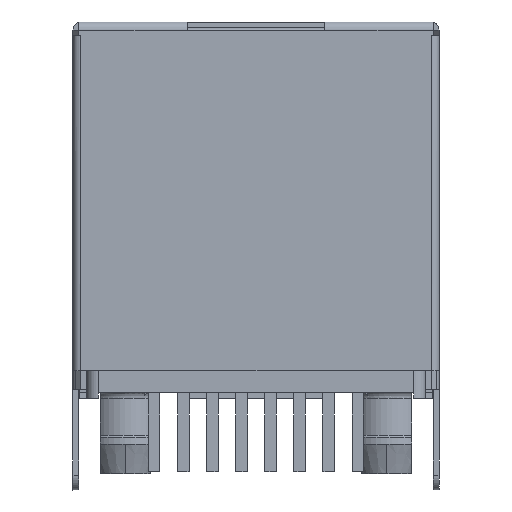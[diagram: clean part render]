
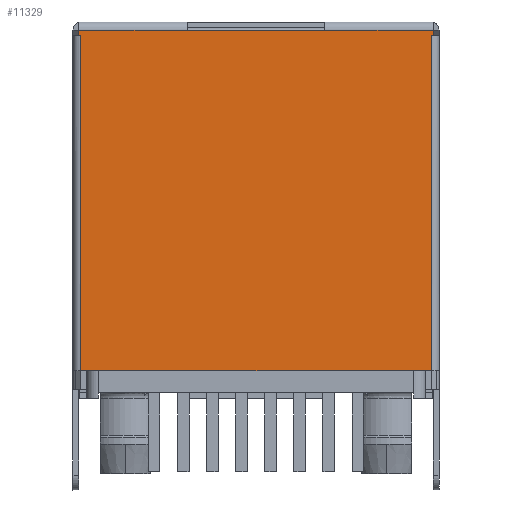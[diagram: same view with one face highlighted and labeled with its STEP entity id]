
A CAD part, front view. The second image highlights one B-rep face of the part: STEP entity #11329.
In plain terms, the highlighted planar face has unit normal (0, -1, 0).
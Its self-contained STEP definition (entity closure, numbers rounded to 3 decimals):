
#1941=DIRECTION('',(-1.,0.,0.));
#1942=VECTOR('',#1941,4.75);
#1943=CARTESIAN_POINT('',(1.429,-8.607,
-0.1));
#1944=LINE('',#1943,#1942);
#1950=DIRECTION('',(-1.,0.,0.));
#1951=VECTOR('',#1950,4.75);
#1952=CARTESIAN_POINT('',(-9.321,-8.607,
-0.1));
#1953=LINE('',#1952,#1951);
#2739=DIRECTION('',(0.,0.,1.));
#2740=VECTOR('',#2739,0.25);
#2741=CARTESIAN_POINT('',(1.429,-8.607,
-0.35));
#2742=LINE('',#2741,#2740);
#2755=DIRECTION('',(1.,0.,0.));
#2756=VECTOR('',#2755,6.);
#2757=CARTESIAN_POINT('',(-9.321,-8.607,
-0.1));
#2758=LINE('',#2757,#2756);
#2759=DIRECTION('',(-1.,0.,0.));
#2760=VECTOR('',#2759,0.1);
#2761=CARTESIAN_POINT('',(1.429,-8.607,
-0.35));
#2762=LINE('',#2761,#2760);
#2763=DIRECTION('',(-1.,0.,0.));
#2764=VECTOR('',#2763,15.3);
#2765=CARTESIAN_POINT('',(1.329,-8.607,-15.));
#2766=LINE('',#2765,#2764);
#2767=DIRECTION('',(-1.,0.,0.));
#2768=VECTOR('',#2767,0.1);
#2769=CARTESIAN_POINT('',(-13.971,-8.607,
-0.35));
#2770=LINE('',#2769,#2768);
#2771=DIRECTION('',(0.,0.,1.));
#2772=VECTOR('',#2771,0.25);
#2773=CARTESIAN_POINT('',(-14.071,-8.607,
-0.35));
#2774=LINE('',#2773,#2772);
#2834=DIRECTION('',(0.,0.,-1.));
#2835=VECTOR('',#2834,14.65);
#2836=CARTESIAN_POINT('',(-13.971,-8.607,
-0.35));
#2837=LINE('',#2836,#2835);
#3926=DIRECTION('',(0.,0.,1.));
#3927=VECTOR('',#3926,14.65);
#3928=CARTESIAN_POINT('',(1.329,-8.607,-15.));
#3929=LINE('',#3928,#3927);
#6704=CARTESIAN_POINT('',(1.429,-8.607,
-0.1));
#6706=VERTEX_POINT('',#6704);
#6707=CARTESIAN_POINT('',(1.429,-8.607,
-0.35));
#6708=VERTEX_POINT('',#6707);
#6713=CARTESIAN_POINT('',(-14.071,-8.607,
-0.35));
#6714=CARTESIAN_POINT('',(-14.071,-8.607,
-0.1));
#6715=VERTEX_POINT('',#6713);
#6716=VERTEX_POINT('',#6714);
#6717=CARTESIAN_POINT('',(1.329,-8.607,
-0.35));
#6718=VERTEX_POINT('',#6717);
#6719=CARTESIAN_POINT('',(1.329,-8.607,-15.));
#6720=VERTEX_POINT('',#6719);
#6721=CARTESIAN_POINT('',(-13.971,-8.607,-15.));
#6722=VERTEX_POINT('',#6721);
#6723=CARTESIAN_POINT('',(-13.971,-8.607,
-0.35));
#6724=VERTEX_POINT('',#6723);
#7602=CARTESIAN_POINT('',(-9.321,-8.607,
-0.1));
#7603=CARTESIAN_POINT('',(-3.321,-8.607,
-0.1));
#7604=VERTEX_POINT('',#7602);
#7605=VERTEX_POINT('',#7603);
#11305=CARTESIAN_POINT('',(-6.321,-8.607,
-7.55));
#11306=DIRECTION('',(0.,1.,0.));
#11307=DIRECTION('',(0.,0.,1.));
#11308=AXIS2_PLACEMENT_3D('',#11305,#11306,#11307);
#11309=PLANE('',#11308);
#11311=ORIENTED_EDGE('',*,*,#11310,.T.);
#11312=ORIENTED_EDGE('',*,*,#10231,.F.);
#11313=ORIENTED_EDGE('',*,*,#11293,.F.);
#11315=ORIENTED_EDGE('',*,*,#11314,.T.);
#11317=ORIENTED_EDGE('',*,*,#11316,.F.);
#11319=ORIENTED_EDGE('',*,*,#11318,.T.);
#11321=ORIENTED_EDGE('',*,*,#11320,.F.);
#11323=ORIENTED_EDGE('',*,*,#11322,.T.);
#11325=ORIENTED_EDGE('',*,*,#11324,.T.);
#11326=ORIENTED_EDGE('',*,*,#10242,.F.);
#11327=EDGE_LOOP('',(#11311,#11312,#11313,#11315,#11317,#11319,#11321,#11323,
#11325,#11326));
#11328=FACE_OUTER_BOUND('',#11327,.F.);
#10231=EDGE_CURVE('',#6706,#7605,#1944,.T.);
#10242=EDGE_CURVE('',#7604,#6716,#1953,.T.);
#11293=EDGE_CURVE('',#6708,#6706,#2742,.T.);
#11310=EDGE_CURVE('',#7604,#7605,#2758,.T.);
#11314=EDGE_CURVE('',#6708,#6718,#2762,.T.);
#11316=EDGE_CURVE('',#6720,#6718,#3929,.T.);
#11318=EDGE_CURVE('',#6720,#6722,#2766,.T.);
#11320=EDGE_CURVE('',#6724,#6722,#2837,.T.);
#11322=EDGE_CURVE('',#6724,#6715,#2770,.T.);
#11324=EDGE_CURVE('',#6715,#6716,#2774,.T.);
#11329=ADVANCED_FACE('',(#11328),#11309,.F.);
